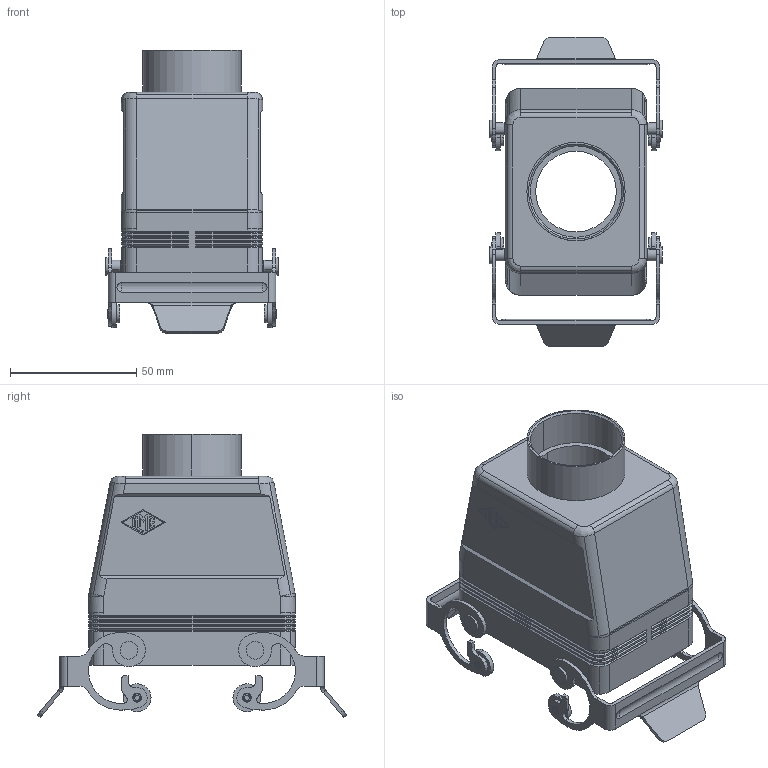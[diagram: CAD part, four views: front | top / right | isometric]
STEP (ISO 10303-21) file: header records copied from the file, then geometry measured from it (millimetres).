
FILE_DESCRIPTION(('Creo Elements/Direct Modeling STEP Export'),'2;1');
FILE_NAME('0ln7uvk4tb8ad5d6132','2019-10-22T16:41:41',(''),(''),'Creo Elements/Direct Modeling STEP processor for AP214 (Solid Model)','Creo Elements/Direct Modeling 20.1B 02-Apr-2019 (C) Parametric Technology GmbH','');
FILE_SCHEMA(('AUTOMOTIVE_DESIGN { 1 0 10303 214 1 1 1 1 }'));
Length unit declared in the file: millimetre
Products named in the file (6): Leva.1; Leva; CAVX 50 X29
Assembly tree (3 placements, depth 2):
  Leva.1
    Leva.1
  Leva
    Leva
  CAVX 50 X29
    CAVX 50 X29
Bounding box: 68.5 x 122.79 x 112.25 mm (x, y, z)
Volume: 88205.1 mm3; surface area: 61447.9 mm2
Topology: 3 solids, 7 shells, 702 faces, 1701 edges, 1075 vertices
Faces by surface type: cylinder 326, plane 280, cone 72, sphere 12, bspline 8, extrusion 4
Entity records: 22564 total; most frequent: CARTESIAN_POINT 4838, DIRECTION 3477, ORIENTED_EDGE 3386, EDGE_CURVE 1693, AXIS2_PLACEMENT_3D 1290, VERTEX_POINT 1075, VECTOR 897, LINE 893
